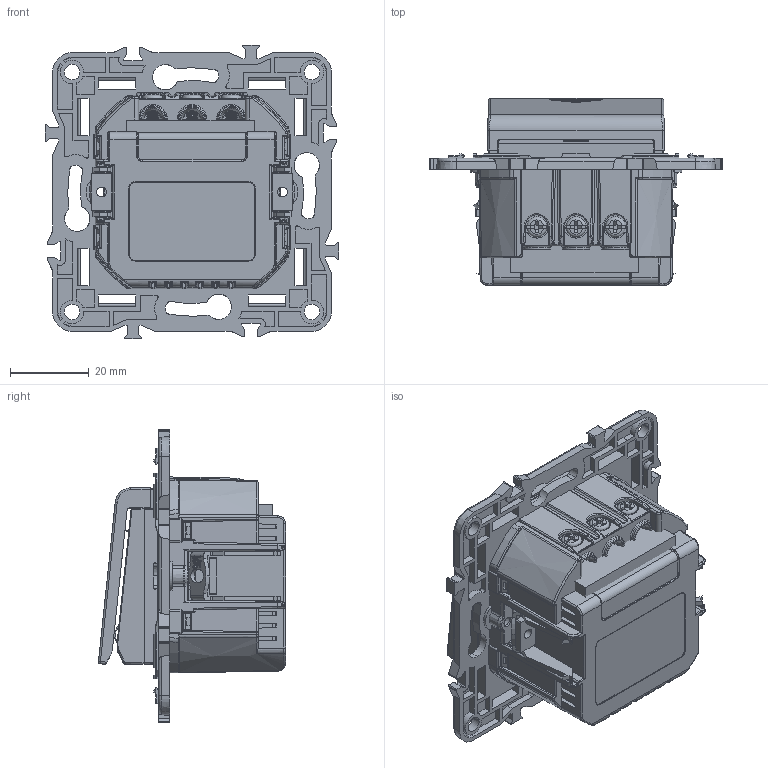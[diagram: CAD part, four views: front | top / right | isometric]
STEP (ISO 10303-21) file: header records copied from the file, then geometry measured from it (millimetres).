
FILE_DESCRIPTION (( 'STEP AP203' ), '1' );
FILE_NAME ('SKANDY Âûêëþ÷. êàðòî÷íûé 30À.STEP', '2025-02-16T22:35:06', ( '' ), ( '' ), 'SwSTEP 2.0', 'SolidWorks 2022', '' );
FILE_SCHEMA (( 'CONFIG_CONTROL_DESIGN' ));
Products named in the file (1): SKANDY Выключ. карточный 30А
Bounding box: 74.7 x 47.59 x 74.7 mm (x, y, z)
Volume: 72660.6 mm3; surface area: 54923.4 mm2
Topology: 12 solids, 12 shells, 4420 faces, 11907 edges, 7525 vertices
Faces by surface type: plane 2281, cylinder 1337, bspline 420, torus 187, cone 185, sphere 10
Entity records: 167722 total; most frequent: CARTESIAN_POINT 62100, ORIENTED_EDGE 23802, DIRECTION 19465, EDGE_CURVE 11901, VERTEX_POINT 7525, VECTOR 7267, LINE 7267, AXIS2_PLACEMENT_3D 6099
